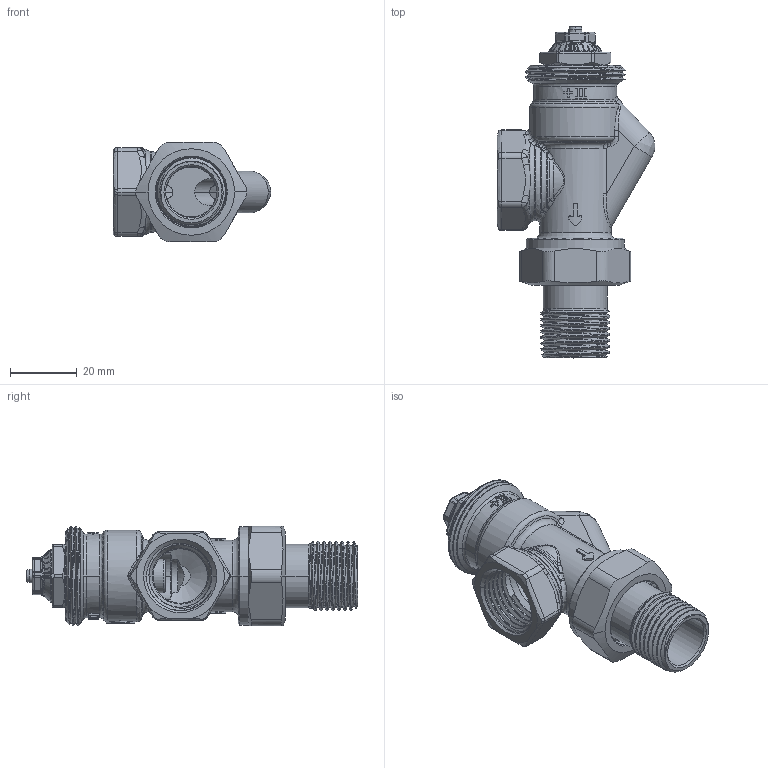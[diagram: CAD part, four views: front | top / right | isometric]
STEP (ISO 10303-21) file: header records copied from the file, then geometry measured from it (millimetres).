
FILE_DESCRIPTION((''),'2;1');
FILE_NAME('3460-02-000-GEW-O-B_SW0001','2015-03-09T',('marann'),(''),'PRO/ENGINEER BY PARAMETRIC TECHNOLOGY CORPORATION, 2011490','PRO/ENGINEER BY PARAMETRIC TECHNOLOGY CORPORATION, 2011490','');
FILE_SCHEMA(('CONFIG_CONTROL_DESIGN'));
Products named in the file (1): 3460-02-000-GEW-O-B_SW0001
Bounding box: 47.44 x 99.8 x 30 mm (x, y, z)
Volume: 28120.8 mm3; surface area: 24964.1 mm2
Topology: 3 solids, 3 shells, 1253 faces, 3217 edges, 1996 vertices
Faces by surface type: plane 379, cylinder 334, bspline 200, cone 157, torus 117, extrusion 50, sphere 16
Entity records: 61135 total; most frequent: CARTESIAN_POINT 33080, ORIENTED_EDGE 6426, DIRECTION 5088, EDGE_CURVE 3213, AXIS2_PLACEMENT_3D 2015, VERTEX_POINT 1996, EDGE_LOOP 1301, FACE_OUTER_BOUND 1253
